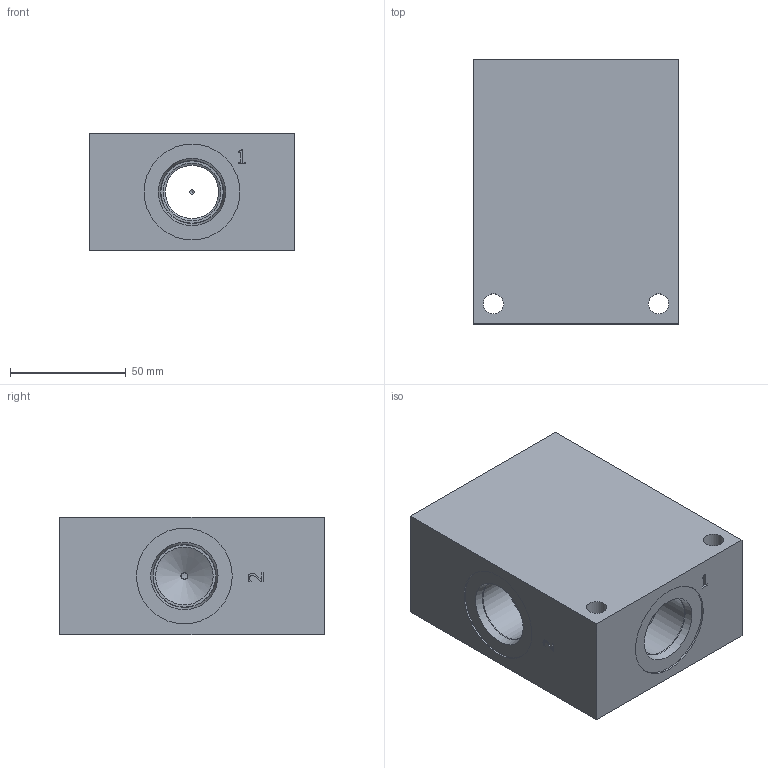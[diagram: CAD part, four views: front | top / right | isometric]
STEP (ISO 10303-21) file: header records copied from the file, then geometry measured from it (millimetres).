
FILE_DESCRIPTION(/* description */ (''),/* implementation_level */ '2;1');
FILE_NAME(/* name */ '_C163CB12S.stp',/* time_stamp */ '2020-06-01T11:44:28-04:00',/* author */ ('devonn'),/* organization */ (''),/* preprocessor_version */ 'ST-DEVELOPER v17',/* originating_system */ 'Autodesk Inventor 2019',/* authorisation */ '');
FILE_SCHEMA (('AUTOMOTIVE_DESIGN { 1 0 10303 214 3 1 1 }'));
Length unit declared in the file: millimetre
Products named in the file (1): Part_AC163CB12S.C13520R0_3D
Bounding box: 88.9 x 114.3 x 50.8 mm (x, y, z)
Volume: 411824.1 mm3; surface area: 56536 mm2
Topology: 2 solids, 2 shells, 457 faces, 1275 edges, 855 vertices
Faces by surface type: plane 265, bspline 152, cylinder 22, cone 18
Full cylindrical faces by diameter (mm): 8.738 x2, 15.88 x1, 17.501 x1, 19.05 x1, 19.253 x1, 23.012 x1, 24.917 x2, 26.99 x2, 27.05 x1, 27.432 x2, 28.65 x1, 30.251 x1, 31.344 x1, 33.32 x1, 33.67 x1, 41.453 x2, 48.51 x1
Entity records: 15838 total; most frequent: CARTESIAN_POINT 4596, ORIENTED_EDGE 2544, DIRECTION 1668, EDGE_CURVE 1272, LINE 874, VECTOR 874, VERTEX_POINT 855, EDGE_LOOP 501
